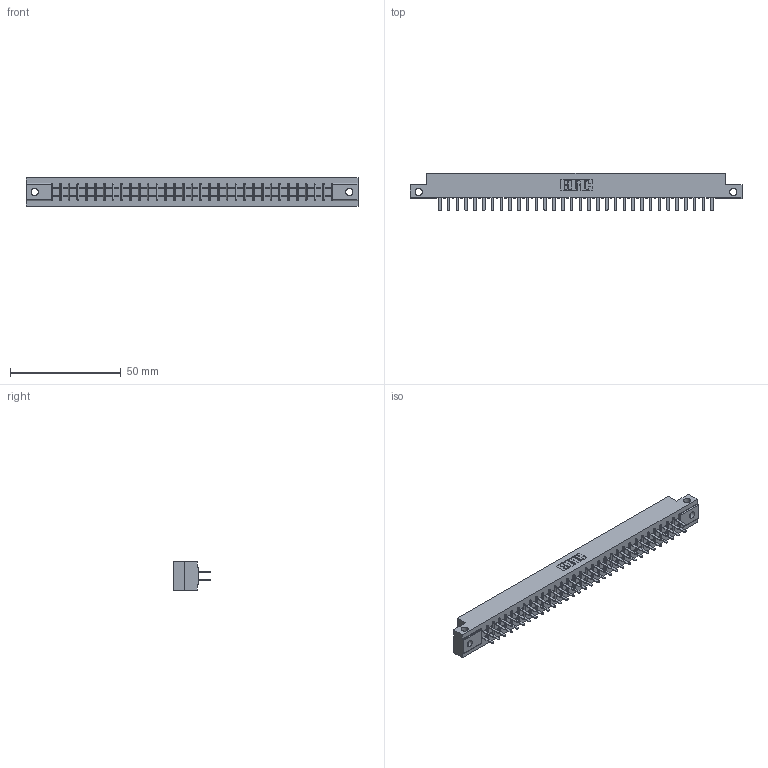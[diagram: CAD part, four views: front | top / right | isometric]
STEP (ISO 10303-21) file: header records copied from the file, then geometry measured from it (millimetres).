
FILE_DESCRIPTION (( 'STEP AP203' ), '1' );
FILE_NAME ('305-064-520-212.STEP', '2020-09-19T23:42:56', ( '' ), ( '' ), 'SwSTEP 2.0', 'SolidWorks 2020', '' );
FILE_SCHEMA (( 'CONFIG_CONTROL_DESIGN' ));
Length unit declared in the file: inch
Products named in the file (3): 305-290-001_520; 305 Part_.128 Dia; 305-064-520-212
Assembly tree (65 placements, depth 2):
  305-064-520-212
    305 Part_.128 Dia
    305-290-001_520  x64
Bounding box: 149.81 x 17.09 x 12.7 mm (x, y, z)
Volume: 15356.9 mm3; surface area: 19446.6 mm2
Topology: 65 solids, 65 shells, 3072 faces, 8768 edges, 5668 vertices
Faces by surface type: plane 1796, cylinder 1148, sphere 128
Entity records: 36151 total; most frequent: CARTESIAN_POINT 6030, ORIENTED_EDGE 5940, DIRECTION 5780, EDGE_CURVE 2970, VECTOR 2376, LINE 2376, VERTEX_POINT 1888, AXIS2_PLACEMENT_3D 1702
